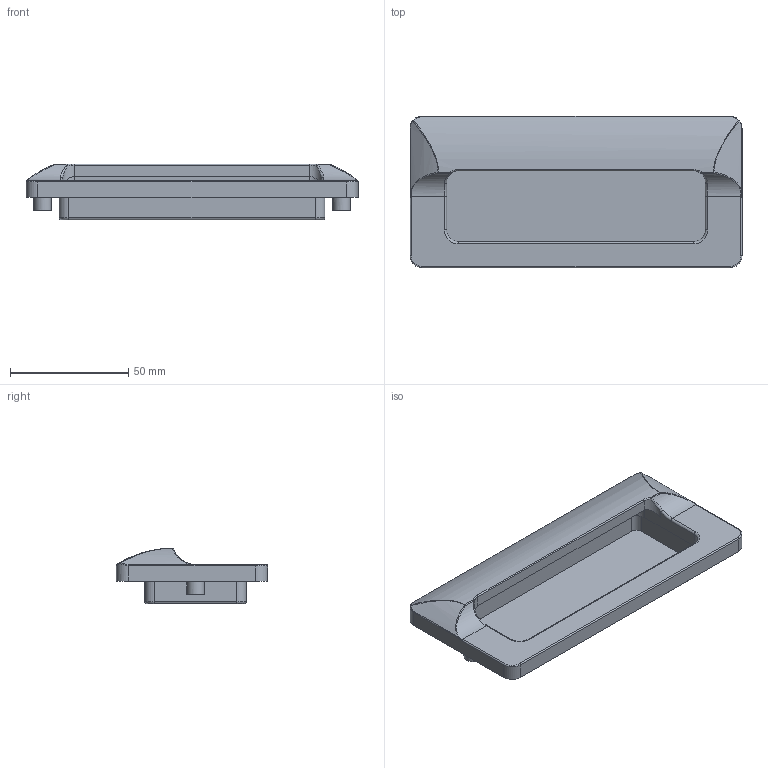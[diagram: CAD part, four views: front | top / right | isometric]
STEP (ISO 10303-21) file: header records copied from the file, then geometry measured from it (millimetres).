
FILE_DESCRIPTION(/* description */ (''),/* implementation_level */ '2;1');
FILE_NAME(/* name */ 'DR_A-MC3.stp',/* time_stamp */ '2017-11-13T13:16:48+09:00',/* author */ ('user'),/* organization */ (''),/* preprocessor_version */ 'ST-DEVELOPER v15.6',/* originating_system */ 'Autodesk Inventor 2015',/* authorisation */ '');
FILE_SCHEMA (('AUTOMOTIVE_DESIGN { 1 0 10303 214 3 1 1 }'));
Length unit declared in the file: millimetre
Products named in the file (1): DR_A-MC3
Bounding box: 140.5 x 64 x 23.5 mm (x, y, z)
Volume: 38392.4 mm3; surface area: 40261.6 mm2
Topology: 2 solids, 2 shells, 231 faces, 582 edges, 356 vertices
Faces by surface type: cylinder 96, plane 83, bspline 32, torus 16, sphere 4
Full cylindrical faces by diameter (mm): 3.242 x2, 7.5 x2, 8.5 x2
Entity records: 8560 total; most frequent: CARTESIAN_POINT 3161, ORIENTED_EDGE 1144, DIRECTION 1094, EDGE_CURVE 572, AXIS2_PLACEMENT_3D 404, VERTEX_POINT 352, LINE 286, VECTOR 286
